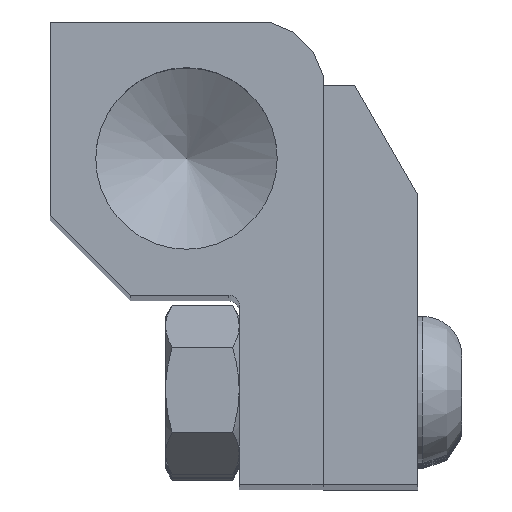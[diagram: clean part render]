
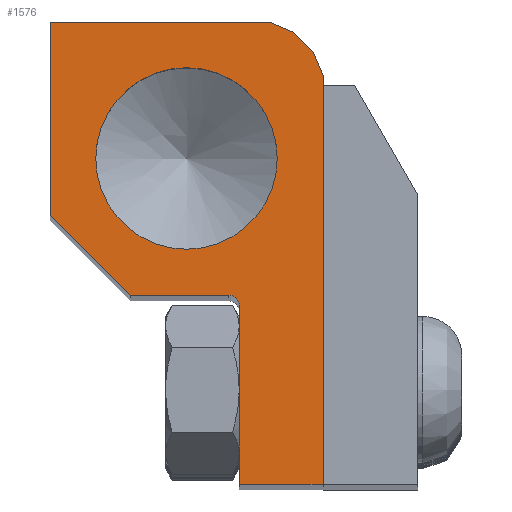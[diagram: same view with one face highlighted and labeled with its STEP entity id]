
A CAD part, top view. The second image highlights one B-rep face of the part: STEP entity #1576.
In plain terms, the highlighted planar face has unit normal (0, 0, 1).
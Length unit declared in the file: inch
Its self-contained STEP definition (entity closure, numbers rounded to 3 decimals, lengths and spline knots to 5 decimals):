
#867=CARTESIAN_POINT('',(3.34509,16.64457,16.45091));
#868=VERTEX_POINT('',#867);
#869=CARTESIAN_POINT('',(3.61509,16.64457,16.45091));
#870=DIRECTION('',(0.0,0.0,-1.0));
#871=DIRECTION('',(-1.0,0.0,0.0));
#872=AXIS2_PLACEMENT_3D('',#869,#870,#871);
#873=CIRCLE('',#872,0.27);
#874=EDGE_CURVE('',#868,#868,#873,.T.);
#1191=CARTESIAN_POINT('',(3.44714,16.23807,16.45091));
#1192=VERTEX_POINT('',#1191);
#1199=CARTESIAN_POINT('',(3.20909,16.47612,16.45091));
#1200=VERTEX_POINT('',#1199);
#1201=CARTESIAN_POINT('',(3.44714,16.23807,16.45091));
#1202=DIRECTION('',(-0.707,0.707,0.));
#1203=VECTOR('',#1202,0.33665);
#1204=LINE('',#1201,#1203);
#1205=EDGE_CURVE('',#1192,#1200,#1204,.T.);
#1229=CARTESIAN_POINT('',(3.74079,16.23807,16.45091));
#1230=VERTEX_POINT('',#1229);
#1237=CARTESIAN_POINT('',(3.74079,16.23807,16.45091));
#1238=DIRECTION('',(-1.0,0.0,0.0));
#1239=VECTOR('',#1238,0.29365);
#1240=LINE('',#1237,#1239);
#1241=EDGE_CURVE('',#1230,#1192,#1240,.T.);
#1261=CARTESIAN_POINT('',(3.77179,16.20707,16.45091));
#1262=VERTEX_POINT('',#1261);
#1269=CARTESIAN_POINT('',(3.74079,16.20707,16.45091));
#1270=DIRECTION('',(0.0,0.0,1.0));
#1271=DIRECTION('',(0.0,-1.0,0.0));
#1272=AXIS2_PLACEMENT_3D('',#1269,#1270,#1271);
#1273=CIRCLE('',#1272,0.031);
#1274=EDGE_CURVE('',#1262,#1230,#1273,.T.);
#1293=CARTESIAN_POINT('',(3.77179,15.67557,16.45091));
#1294=VERTEX_POINT('',#1293);
#1301=CARTESIAN_POINT('',(3.77179,15.67557,16.45091));
#1302=DIRECTION('',(0.0,1.0,0.0));
#1303=VECTOR('',#1302,0.5315);
#1304=LINE('',#1301,#1303);
#1305=EDGE_CURVE('',#1294,#1262,#1304,.T.);
#1342=CARTESIAN_POINT('',(4.02159,15.67557,16.45091));
#1343=VERTEX_POINT('',#1342);
#1350=CARTESIAN_POINT('',(4.02159,15.67557,16.45091));
#1351=DIRECTION('',(-1.0,0.0,0.0));
#1352=VECTOR('',#1351,0.2498);
#1353=LINE('',#1350,#1352);
#1354=EDGE_CURVE('',#1343,#1294,#1353,.T.);
#1373=CARTESIAN_POINT('',(4.02159,16.89019,16.45091));
#1374=VERTEX_POINT('',#1373);
#1381=CARTESIAN_POINT('',(4.02159,16.89019,16.45091));
#1382=DIRECTION('',(0.0,-1.0,0.0));
#1383=VECTOR('',#1382,1.21462);
#1384=LINE('',#1381,#1383);
#1385=EDGE_CURVE('',#1374,#1343,#1384,.T.);
#1422=CARTESIAN_POINT('',(3.99127,16.96339,16.45091));
#1423=VERTEX_POINT('',#1422);
#1430=CARTESIAN_POINT('',(3.99127,16.96339,16.45091));
#1431=DIRECTION('',(0.383,-0.924,0.0));
#1432=VECTOR('',#1431,0.07923);
#1433=LINE('',#1430,#1432);
#1434=EDGE_CURVE('',#1423,#1374,#1433,.T.);
#1453=CARTESIAN_POINT('',(3.9347,17.01996,16.45091));
#1454=VERTEX_POINT('',#1453);
#1461=CARTESIAN_POINT('',(3.9347,17.01996,16.45091));
#1462=DIRECTION('',(0.707,-0.707,0.0));
#1463=VECTOR('',#1462,0.08);
#1464=LINE('',#1461,#1463);
#1465=EDGE_CURVE('',#1454,#1423,#1464,.T.);
#1484=CARTESIAN_POINT('',(3.86079,17.05057,16.45091));
#1485=VERTEX_POINT('',#1484);
#1492=CARTESIAN_POINT('',(3.86079,17.05057,16.45091));
#1493=DIRECTION('',(0.924,-0.383,0.0));
#1494=VECTOR('',#1493,0.08);
#1495=LINE('',#1492,#1494);
#1496=EDGE_CURVE('',#1485,#1454,#1495,.T.);
#1515=CARTESIAN_POINT('',(3.20909,17.05057,16.45091));
#1516=VERTEX_POINT('',#1515);
#1523=CARTESIAN_POINT('',(3.20909,17.05057,16.45091));
#1524=DIRECTION('',(1.0,0.0,0.0));
#1525=VECTOR('',#1524,0.6517);
#1526=LINE('',#1523,#1525);
#1527=EDGE_CURVE('',#1516,#1485,#1526,.T.);
#1545=CARTESIAN_POINT('',(3.20909,16.47612,16.45091));
#1546=DIRECTION('',(0.0,1.0,0.0));
#1547=VECTOR('',#1546,0.57445);
#1548=LINE('',#1545,#1547);
#1549=EDGE_CURVE('',#1200,#1516,#1548,.T.);
#1555=CARTESIAN_POINT('',(3.69905,16.43264,16.45091));
#1556=DIRECTION('',(0.0,0.0,-1.0));
#1557=DIRECTION('',(1.0,0.0,0.0));
#1558=AXIS2_PLACEMENT_3D('',#1555,#1556,#1557);
#1559=PLANE('',#1558);
#1560=ORIENTED_EDGE('',*,*,#1549,.F.);
#1561=ORIENTED_EDGE('',*,*,#1205,.F.);
#1562=ORIENTED_EDGE('',*,*,#1241,.F.);
#1563=ORIENTED_EDGE('',*,*,#1274,.F.);
#1564=ORIENTED_EDGE('',*,*,#1305,.F.);
#1565=ORIENTED_EDGE('',*,*,#1354,.F.);
#1566=ORIENTED_EDGE('',*,*,#1385,.F.);
#1567=ORIENTED_EDGE('',*,*,#1434,.F.);
#1568=ORIENTED_EDGE('',*,*,#1465,.F.);
#1569=ORIENTED_EDGE('',*,*,#1496,.F.);
#1570=ORIENTED_EDGE('',*,*,#1527,.F.);
#1571=EDGE_LOOP('',(#1560,#1561,#1562,#1563,#1564,#1565,#1566,#1567,#1568,#1569,#1570));
#1572=FACE_OUTER_BOUND('',#1571,.T.);
#1573=ORIENTED_EDGE('',*,*,#874,.T.);
#1574=EDGE_LOOP('',(#1573));
#1575=FACE_BOUND('',#1574,.T.);
#1576=ADVANCED_FACE('',(#1572,#1575),#1559,.F.);
